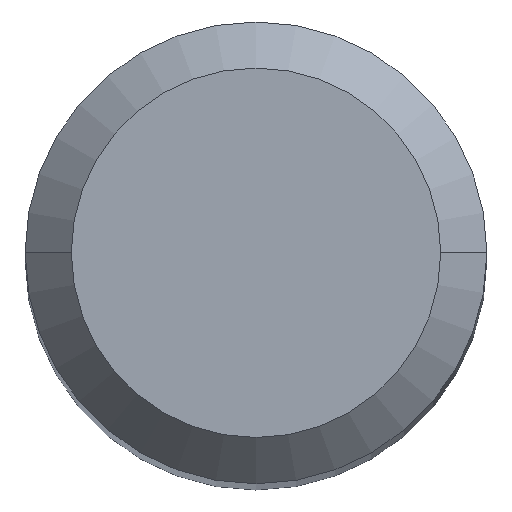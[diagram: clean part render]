
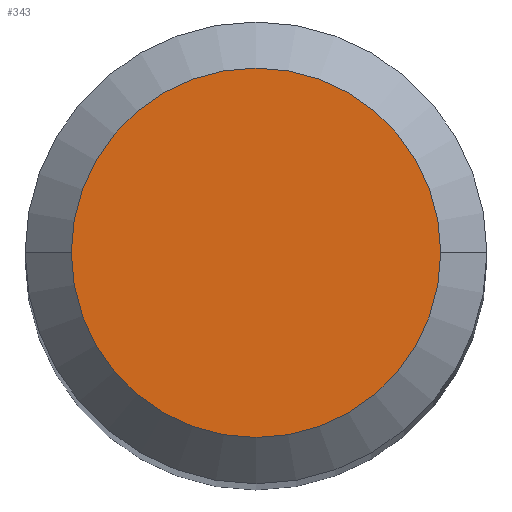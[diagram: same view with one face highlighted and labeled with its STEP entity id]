
A CAD part, top view. The second image highlights one B-rep face of the part: STEP entity #343.
In plain terms, the highlighted planar face has unit normal (0, 0, 1).
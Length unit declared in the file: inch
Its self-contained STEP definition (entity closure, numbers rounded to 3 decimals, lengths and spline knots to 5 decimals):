
#1 = AXIS2_PLACEMENT_3D ( 'NONE', #496, #146, #144 ) ;
#8 = PLANE ( 'NONE',  #432 ) ;
#23 = EDGE_CURVE ( 'NONE', #147, #306, #402, .T. ) ;
#92 = CARTESIAN_POINT ( 'NONE',  ( 0.09448, 0., 0. ) ) ;
#140 = CARTESIAN_POINT ( 'NONE',  ( 0., 0., 0. ) ) ;
#144 = DIRECTION ( 'NONE',  ( 1., 0., 0. ) ) ;
#146 = DIRECTION ( 'NONE',  ( 0., 0., 1. ) ) ;
#147 = VERTEX_POINT ( 'NONE', #285 ) ;
#148 = DIRECTION ( 'NONE',  ( 1., 0., 0. ) ) ;
#173 = FACE_OUTER_BOUND ( 'NONE', #288, .T. ) ;
#230 = CIRCLE ( 'NONE', #1, 0.09448 ) ;
#249 = EDGE_CURVE ( 'NONE', #306, #147, #230, .T. ) ;
#255 = CARTESIAN_POINT ( 'NONE',  ( 0., 0., 0. ) ) ;
#285 = CARTESIAN_POINT ( 'NONE',  ( -0.09448, 0., 0. ) ) ;
#288 = EDGE_LOOP ( 'NONE', ( #369, #289 ) ) ;
#289 = ORIENTED_EDGE ( 'NONE', *, *, #249, .T. ) ;
#306 = VERTEX_POINT ( 'NONE', #92 ) ;
#343 = ADVANCED_FACE ( 'NONE', ( #173 ), #8, .F. ) ;
#369 = ORIENTED_EDGE ( 'NONE', *, *, #23, .T. ) ;
#402 = CIRCLE ( 'NONE', #445, 0.09448 ) ;
#412 = DIRECTION ( 'NONE',  ( 0., 0., 1. ) ) ;
#432 = AXIS2_PLACEMENT_3D ( 'NONE', #255, #456, #486 ) ;
#445 = AXIS2_PLACEMENT_3D ( 'NONE', #140, #412, #148 ) ;
#456 = DIRECTION ( 'NONE',  ( 0., 0., -1. ) ) ;
#486 = DIRECTION ( 'NONE',  ( -1., 0., 0. ) ) ;
#496 = CARTESIAN_POINT ( 'NONE',  ( 0., 0., 0. ) ) ;
